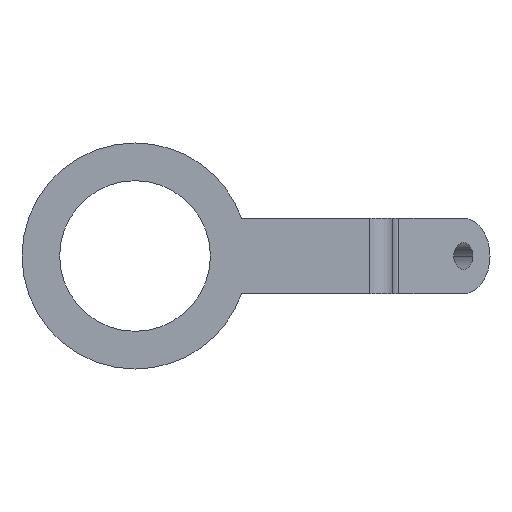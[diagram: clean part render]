
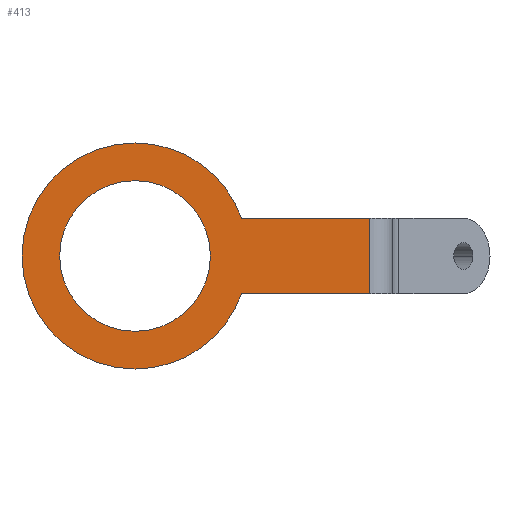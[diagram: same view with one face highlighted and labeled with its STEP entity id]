
A CAD part, front view. The second image highlights one B-rep face of the part: STEP entity #413.
In plain terms, the highlighted planar face has unit normal (0, -1, 0).
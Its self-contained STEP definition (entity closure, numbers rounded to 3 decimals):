
#1 = CARTESIAN_POINT ( 'NONE',  ( 14.142, 0., 5. ) ) ;
#17 = AXIS2_PLACEMENT_3D ( 'NONE', #310, #539, #35 ) ;
#35 = DIRECTION ( 'NONE',  ( 0., 0., 1. ) ) ;
#38 = DIRECTION ( 'NONE',  ( -1., 0., 0. ) ) ;
#39 = ORIENTED_EDGE ( 'NONE', *, *, #628, .F. ) ;
#41 = CARTESIAN_POINT ( 'NONE',  ( 0., 0., 10. ) ) ;
#51 = CARTESIAN_POINT ( 'NONE',  ( 0., 0., 0. ) ) ;
#59 = AXIS2_PLACEMENT_3D ( 'NONE', #670, #496, #563 ) ;
#62 = VERTEX_POINT ( 'NONE', #248 ) ;
#66 = DIRECTION ( 'NONE',  ( 0., 0., 1. ) ) ;
#74 = ORIENTED_EDGE ( 'NONE', *, *, #330, .T. ) ;
#77 = DIRECTION ( 'NONE',  ( 0., 0., 1. ) ) ;
#92 = LINE ( 'NONE', #542, #598 ) ;
#104 = VECTOR ( 'NONE', #66, 1000. ) ;
#117 = AXIS2_PLACEMENT_3D ( 'NONE', #552, #426, #439 ) ;
#133 = FACE_OUTER_BOUND ( 'NONE', #427, .T. ) ;
#150 = AXIS2_PLACEMENT_3D ( 'NONE', #313, #214, #259 ) ;
#174 = ORIENTED_EDGE ( 'NONE', *, *, #574, .F. ) ;
#214 = DIRECTION ( 'NONE',  ( 0., 1., 0. ) ) ;
#218 = CARTESIAN_POINT ( 'NONE',  ( 0., 0., -10. ) ) ;
#224 = CIRCLE ( 'NONE', #17, 15. ) ;
#229 = VERTEX_POINT ( 'NONE', #529 ) ;
#248 = CARTESIAN_POINT ( 'NONE',  ( 0., 0., 15. ) ) ;
#252 = CARTESIAN_POINT ( 'NONE',  ( 31.142, 0., 5. ) ) ;
#259 = DIRECTION ( 'NONE',  ( 0., 0., 1. ) ) ;
#261 = CARTESIAN_POINT ( 'NONE',  ( 0., 0., -15. ) ) ;
#268 = DIRECTION ( 'NONE',  ( 1., 0., 0. ) ) ;
#289 = ORIENTED_EDGE ( 'NONE', *, *, #437, .T. ) ;
#296 = CIRCLE ( 'NONE', #59, 15. ) ;
#299 = ORIENTED_EDGE ( 'NONE', *, *, #678, .T. ) ;
#301 = PLANE ( 'NONE',  #504 ) ;
#310 = CARTESIAN_POINT ( 'NONE',  ( 0., 0., 0. ) ) ;
#313 = CARTESIAN_POINT ( 'NONE',  ( 0., 0., 0. ) ) ;
#330 = EDGE_CURVE ( 'NONE', #403, #543, #581, .T. ) ;
#353 = VERTEX_POINT ( 'NONE', #373 ) ;
#356 = DIRECTION ( 'NONE',  ( 0., 1., 0. ) ) ;
#369 = LINE ( 'NONE', #655, #681 ) ;
#373 = CARTESIAN_POINT ( 'NONE',  ( 31.142, 0., -5. ) ) ;
#398 = CIRCLE ( 'NONE', #150, 10. ) ;
#403 = VERTEX_POINT ( 'NONE', #218 ) ;
#413 = ADVANCED_FACE ( 'NONE', ( #133, #587 ), #301, .F. ) ;
#424 = CIRCLE ( 'NONE', #609, 15. ) ;
#426 = DIRECTION ( 'NONE',  ( 0., 1., 0. ) ) ;
#427 = EDGE_LOOP ( 'NONE', ( #174, #299, #499, #39, #494, #457 ) ) ;
#431 = VERTEX_POINT ( 'NONE', #252 ) ;
#437 = EDGE_CURVE ( 'NONE', #543, #403, #398, .T. ) ;
#439 = DIRECTION ( 'NONE',  ( 0., 0., 1. ) ) ;
#441 = DIRECTION ( 'NONE',  ( 0., 1., 0. ) ) ;
#457 = ORIENTED_EDGE ( 'NONE', *, *, #541, .F. ) ;
#494 = ORIENTED_EDGE ( 'NONE', *, *, #649, .F. ) ;
#496 = DIRECTION ( 'NONE',  ( 0., 1., 0. ) ) ;
#499 = ORIENTED_EDGE ( 'NONE', *, *, #547, .F. ) ;
#504 = AXIS2_PLACEMENT_3D ( 'NONE', #691, #356, #77 ) ;
#516 = DIRECTION ( 'NONE',  ( 0., 0., 1. ) ) ;
#529 = CARTESIAN_POINT ( 'NONE',  ( 14.142, 0., -5. ) ) ;
#539 = DIRECTION ( 'NONE',  ( 0., 1., 0. ) ) ;
#541 = EDGE_CURVE ( 'NONE', #229, #546, #224, .T. ) ;
#542 = CARTESIAN_POINT ( 'NONE',  ( 34.142, 0., -5. ) ) ;
#543 = VERTEX_POINT ( 'NONE', #41 ) ;
#546 = VERTEX_POINT ( 'NONE', #261 ) ;
#547 = EDGE_CURVE ( 'NONE', #646, #431, #369, .T. ) ;
#552 = CARTESIAN_POINT ( 'NONE',  ( 0., 0., 0. ) ) ;
#563 = DIRECTION ( 'NONE',  ( 0., 0., 1. ) ) ;
#574 = EDGE_CURVE ( 'NONE', #353, #229, #92, .T. ) ;
#581 = CIRCLE ( 'NONE', #117, 10. ) ;
#587 = FACE_BOUND ( 'NONE', #603, .T. ) ;
#598 = VECTOR ( 'NONE', #38, 1000. ) ;
#603 = EDGE_LOOP ( 'NONE', ( #74, #289 ) ) ;
#609 = AXIS2_PLACEMENT_3D ( 'NONE', #51, #441, #516 ) ;
#614 = LINE ( 'NONE', #679, #104 ) ;
#628 = EDGE_CURVE ( 'NONE', #62, #646, #424, .T. ) ;
#646 = VERTEX_POINT ( 'NONE', #1 ) ;
#649 = EDGE_CURVE ( 'NONE', #546, #62, #296, .T. ) ;
#655 = CARTESIAN_POINT ( 'NONE',  ( 34.142, 0., 5. ) ) ;
#670 = CARTESIAN_POINT ( 'NONE',  ( 0., 0., 0. ) ) ;
#678 = EDGE_CURVE ( 'NONE', #353, #431, #614, .T. ) ;
#679 = CARTESIAN_POINT ( 'NONE',  ( 31.142, 0., 0. ) ) ;
#681 = VECTOR ( 'NONE', #268, 1000. ) ;
#691 = CARTESIAN_POINT ( 'NONE',  ( 0., 0., 0. ) ) ;
